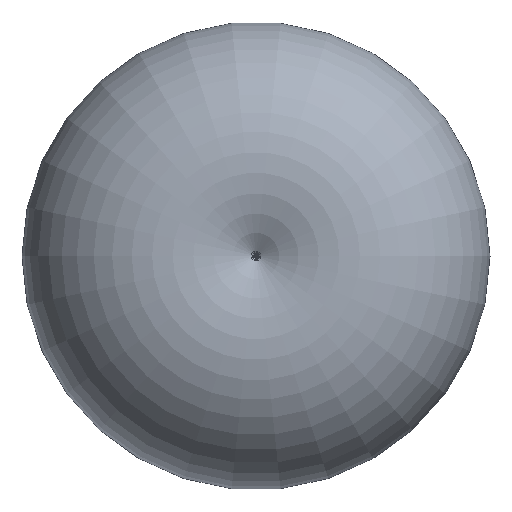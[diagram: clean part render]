
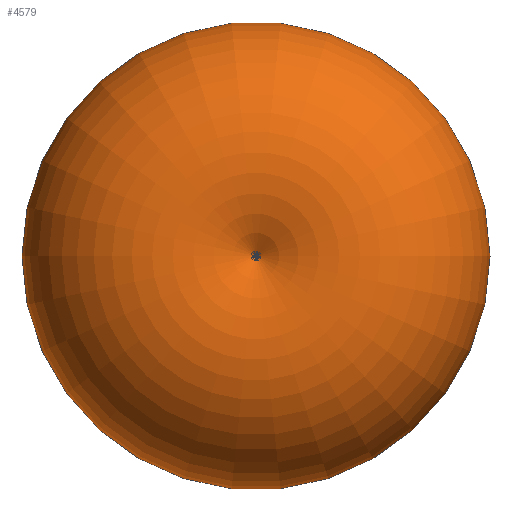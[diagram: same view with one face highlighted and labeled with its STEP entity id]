
A CAD part, left-side view. The second image highlights one B-rep face of the part: STEP entity #4579.
In plain terms, the highlighted toroidal (fillet/blend) face has major radius 71.14 mm and minor radius 122.64 mm.
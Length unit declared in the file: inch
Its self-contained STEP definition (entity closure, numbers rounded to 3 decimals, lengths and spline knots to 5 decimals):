
#958=DEGENERATE_TOROIDAL_SURFACE('',#4930,2.8008,4.82836,
 .F.);
#1508=CIRCLE('',#4768,4.82836);
#1595=CIRCLE('',#4931,4.82836);
#1711=VERTEX_POINT('',#6244);
#1746=VERTEX_POINT('',#7149);
#1787=VERTEX_POINT('',#8042);
#1877=VERTEX_POINT('',#8994);
#2151=B_SPLINE_CURVE_WITH_KNOTS('',3,(#8978,#8979,#8980,#8981,#8982,#8983,
#8984,#8985,#8986,#8987,#8988,#8989,#8990,#8991),.UNSPECIFIED.,.F.,.U.,
(4,2,2,2,2,2,4),(0.,0.48576,4.94247,8.41625,11.31779,
13.61662,15.05339),.UNSPECIFIED.);
#2152=B_SPLINE_CURVE_WITH_KNOTS('',3,(#8995,#8996,#8997,#8998,#8999,#9000,
#9001,#9002,#9003,#9004,#9005,#9006,#9007,#9008,#9009,#9010,#9011,#9012,
#9013),.UNSPECIFIED.,.F.,.U.,(4,3,3,3,3,3,4),(-15.05339,-13.61662,
-11.31779,-8.41625,-4.94247,-0.48576,
0.),.UNSPECIFIED.);
#2257=EDGE_CURVE('',#1711,#1746,#1508,.T.);
#2467=EDGE_CURVE('',#1787,#1711,#2151,.F.);
#2468=EDGE_CURVE('',#1877,#1787,#1595,.T.);
#2469=EDGE_CURVE('',#1746,#1877,#2152,.T.);
#3260=ORIENTED_EDGE('',*,*,#2467,.F.);
#3261=ORIENTED_EDGE('',*,*,#2468,.F.);
#3262=ORIENTED_EDGE('',*,*,#2469,.F.);
#3263=ORIENTED_EDGE('',*,*,#2257,.F.);
#4018=EDGE_LOOP('',(#3260,#3261,#3262,#3263));
#4299=FACE_BOUND('',#4018,.T.);
#4579=ADVANCED_FACE('',(#4299),#958,.T.);
#4768=AXIS2_PLACEMENT_3D('',#7167,#5239,#5240);
#4930=AXIS2_PLACEMENT_3D('',#8992,#5608,$);
#4931=AXIS2_PLACEMENT_3D('',#8993,#5609,#5610);
#5239=DIRECTION('',(0.,0.,-1.));
#5240=DIRECTION('',(4.828,0.,0.));
#5608=DIRECTION('',(-1.,0.,0.));
#5609=DIRECTION('',(0.,0.,-1.));
#5610=DIRECTION('',(-4.828,0.,0.));
#6244=CARTESIAN_POINT('',(0.77994,-1.96415,2.12598));
#7149=CARTESIAN_POINT('',(-0.77994,-1.96415,2.12598));
#7167=CARTESIAN_POINT('',(0.,2.8008,2.12598));
#8042=CARTESIAN_POINT('',(0.77994,1.96415,2.12598));
#8978=CARTESIAN_POINT('',(0.77994,-1.96415,2.12598));
#8979=CARTESIAN_POINT('',(0.77136,-1.96555,2.1925));
#8980=CARTESIAN_POINT('',(0.76274,-1.96355,2.25932));
#8981=CARTESIAN_POINT('',(0.67532,-1.90825,2.93702));
#8982=CARTESIAN_POINT('',(0.6007,-1.55389,3.51515));
#8983=CARTESIAN_POINT('',(0.52665,-0.61319,4.08872));
#8984=CARTESIAN_POINT('',(0.51478,-0.10876,4.18067));
#8985=CARTESIAN_POINT('',(0.53603,0.7624,4.01608));
#8986=CARTESIAN_POINT('',(0.56203,1.13449,3.81469));
#8987=CARTESIAN_POINT('',(0.62829,1.6325,3.30134));
#8988=CARTESIAN_POINT('',(0.66486,1.79784,3.01798));
#8989=CARTESIAN_POINT('',(0.72872,1.94208,2.52304));
#8990=CARTESIAN_POINT('',(0.75456,1.9683,2.32273));
#8991=CARTESIAN_POINT('',(0.77994,1.96415,2.12598));
#8992=CARTESIAN_POINT('',(0.,0.,2.12598));
#8993=CARTESIAN_POINT('',(0.,-2.8008,2.12598));
#8994=CARTESIAN_POINT('',(-0.77994,1.96415,2.12598));
#8995=CARTESIAN_POINT('',(-0.77994,-1.96415,2.12598));
#8996=CARTESIAN_POINT('',(-0.75456,-1.9683,2.32273));
#8997=CARTESIAN_POINT('',(-0.72872,-1.94208,2.52304));
#8998=CARTESIAN_POINT('',(-0.70416,-1.8866,2.7134));
#8999=CARTESIAN_POINT('',(-0.66486,-1.79784,3.01798));
#9000=CARTESIAN_POINT('',(-0.62829,-1.6325,3.30134));
#9001=CARTESIAN_POINT('',(-0.599,-1.41235,3.52826));
#9002=CARTESIAN_POINT('',(-0.56203,-1.13449,3.81469));
#9003=CARTESIAN_POINT('',(-0.53603,-0.7624,4.01608));
#9004=CARTESIAN_POINT('',(-0.52636,-0.36592,4.09099));
#9005=CARTESIAN_POINT('',(-0.51478,0.10876,4.18067));
#9006=CARTESIAN_POINT('',(-0.52665,0.61319,4.08872));
#9007=CARTESIAN_POINT('',(-0.55909,1.02525,3.83748));
#9008=CARTESIAN_POINT('',(-0.6007,1.55389,3.51515));
#9009=CARTESIAN_POINT('',(-0.67532,1.90825,2.93702));
#9010=CARTESIAN_POINT('',(-0.75415,1.95812,2.32593));
#9011=CARTESIAN_POINT('',(-0.76274,1.96355,2.25932));
#9012=CARTESIAN_POINT('',(-0.77136,1.96555,2.1925));
#9013=CARTESIAN_POINT('',(-0.77994,1.96415,2.12598));
